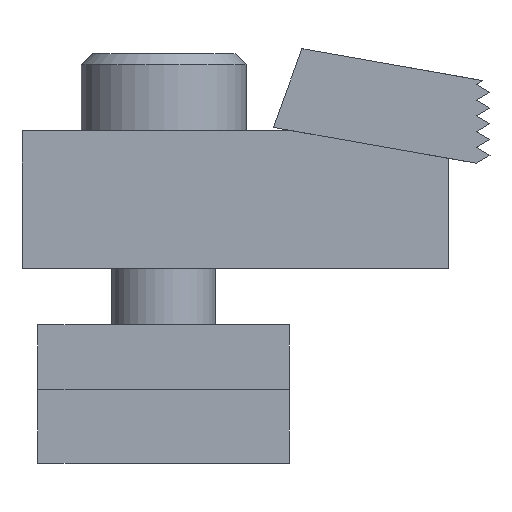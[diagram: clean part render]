
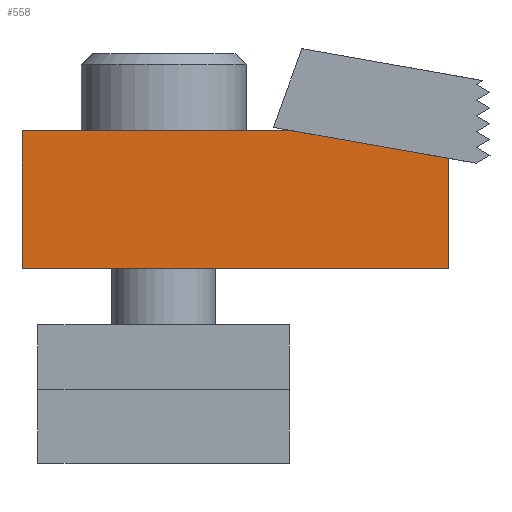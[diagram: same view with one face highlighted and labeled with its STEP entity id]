
A CAD part, front view. The second image highlights one B-rep face of the part: STEP entity #558.
In plain terms, the highlighted planar face has unit normal (0, -1, 0).
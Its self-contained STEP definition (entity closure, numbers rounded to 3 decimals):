
#133 = DIRECTION ( 'NONE',  ( 0.985, 0., -0.174 ) ) ;
#191 = CARTESIAN_POINT ( 'NONE',  ( 32.931, -14.287, 0. ) ) ;
#341 = EDGE_CURVE ( 'NONE', #1631, #2388, #3120, .T. ) ;
#361 = AXIS2_PLACEMENT_3D ( 'NONE', #575, #1395, #3296 ) ;
#408 = EDGE_LOOP ( 'NONE', ( #1172, #1295, #1641, #2119, #3175 ) ) ;
#558 = ADVANCED_FACE ( 'NONE', ( #3449 ), #2730, .T. ) ;
#575 = CARTESIAN_POINT ( 'NONE',  ( -16.345, -14.287, 0. ) ) ;
#800 = CARTESIAN_POINT ( 'NONE',  ( -16.345, -14.287, 0. ) ) ;
#801 = VECTOR ( 'NONE', #133, 1000. ) ;
#803 = CARTESIAN_POINT ( 'NONE',  ( -16.345, -14.287, 0. ) ) ;
#904 = EDGE_CURVE ( 'NONE', #2388, #2862, #3157, .T. ) ;
#927 = VECTOR ( 'NONE', #1596, 1000. ) ;
#937 = VERTEX_POINT ( 'NONE', #2131 ) ;
#1172 = ORIENTED_EDGE ( 'NONE', *, *, #904, .F. ) ;
#1272 = DIRECTION ( 'NONE',  ( 0., 0., -1. ) ) ;
#1295 = ORIENTED_EDGE ( 'NONE', *, *, #341, .F. ) ;
#1353 = VERTEX_POINT ( 'NONE', #3332 ) ;
#1395 = DIRECTION ( 'NONE',  ( 0., -1., 0. ) ) ;
#1452 = EDGE_CURVE ( 'NONE', #937, #1353, #1500, .T. ) ;
#1500 = LINE ( 'NONE', #2628, #801 ) ;
#1518 = CARTESIAN_POINT ( 'NONE',  ( 32.931, -14.287, 12.7 ) ) ;
#1540 = LINE ( 'NONE', #1810, #2701 ) ;
#1547 = DIRECTION ( 'NONE',  ( -1., 0., 0. ) ) ;
#1585 = CARTESIAN_POINT ( 'NONE',  ( -16.345, -14.287, 15.875 ) ) ;
#1596 = DIRECTION ( 'NONE',  ( 0., 0., 1. ) ) ;
#1631 = VERTEX_POINT ( 'NONE', #191 ) ;
#1641 = ORIENTED_EDGE ( 'NONE', *, *, #2314, .F. ) ;
#1657 = EDGE_CURVE ( 'NONE', #2862, #937, #1540, .T. ) ;
#1678 = VECTOR ( 'NONE', #1547, 1000. ) ;
#1810 = CARTESIAN_POINT ( 'NONE',  ( -16.345, -14.287, 15.875 ) ) ;
#2119 = ORIENTED_EDGE ( 'NONE', *, *, #1452, .F. ) ;
#2131 = CARTESIAN_POINT ( 'NONE',  ( 14.925, -14.287, 15.875 ) ) ;
#2188 = LINE ( 'NONE', #1518, #2537 ) ;
#2314 = EDGE_CURVE ( 'NONE', #1353, #1631, #2188, .T. ) ;
#2388 = VERTEX_POINT ( 'NONE', #803 ) ;
#2537 = VECTOR ( 'NONE', #1272, 1000. ) ;
#2628 = CARTESIAN_POINT ( 'NONE',  ( 14.925, -14.287, 15.875 ) ) ;
#2701 = VECTOR ( 'NONE', #3183, 1000. ) ;
#2730 = PLANE ( 'NONE',  #361 ) ;
#2862 = VERTEX_POINT ( 'NONE', #1585 ) ;
#3120 = LINE ( 'NONE', #3174, #1678 ) ;
#3157 = LINE ( 'NONE', #800, #927 ) ;
#3174 = CARTESIAN_POINT ( 'NONE',  ( 32.931, -14.287, 0. ) ) ;
#3175 = ORIENTED_EDGE ( 'NONE', *, *, #1657, .F. ) ;
#3183 = DIRECTION ( 'NONE',  ( 1., 0., 0. ) ) ;
#3296 = DIRECTION ( 'NONE',  ( 0., 0., 1. ) ) ;
#3332 = CARTESIAN_POINT ( 'NONE',  ( 32.931, -14.287, 12.7 ) ) ;
#3449 = FACE_OUTER_BOUND ( 'NONE', #408, .T. ) ;
